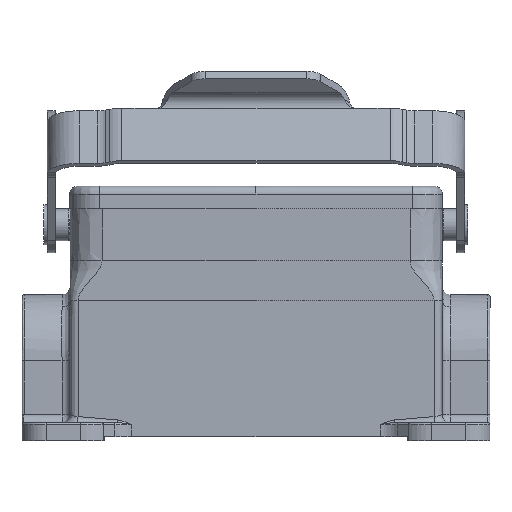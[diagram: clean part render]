
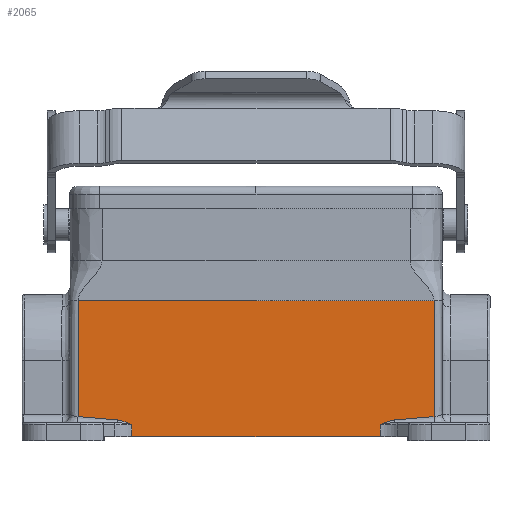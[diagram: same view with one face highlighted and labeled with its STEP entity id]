
A CAD part, front view. The second image highlights one B-rep face of the part: STEP entity #2065.
In plain terms, the highlighted planar face has unit normal (0, -1, 0).
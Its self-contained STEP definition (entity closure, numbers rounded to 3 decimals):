
#1053=B_SPLINE_CURVE_WITH_KNOTS('',3,(#13166,#13167,#13168,#13169,#13170,
#13171,#13172),.UNSPECIFIED.,.F.,.F.,(4,1,1,1,4),(0.,0.24,
0.484,0.74,1.),.UNSPECIFIED.);
#1054=B_SPLINE_CURVE_WITH_KNOTS('',3,(#13196,#13197,#13198,#13199),
 .UNSPECIFIED.,.F.,.F.,(4,4),(0.,1.),.UNSPECIFIED.);
#1056=B_SPLINE_CURVE_WITH_KNOTS('',3,(#13272,#13273,#13274,#13275),
 .UNSPECIFIED.,.F.,.F.,(4,4),(0.,1.),.UNSPECIFIED.);
#1059=B_SPLINE_CURVE_WITH_KNOTS('',3,(#13436,#13437,#13438,#13439),
 .UNSPECIFIED.,.F.,.F.,(4,4),(0.,1.),.UNSPECIFIED.);
#1061=B_SPLINE_CURVE_WITH_KNOTS('',3,(#13525,#13526,#13527,#13528),
 .UNSPECIFIED.,.F.,.F.,(4,4),(0.,1.),.UNSPECIFIED.);
#1072=B_SPLINE_CURVE_WITH_KNOTS('',3,(#13918,#13919,#13920,#13921,#13922,
#13923,#13924),.UNSPECIFIED.,.F.,.F.,(4,1,1,1,4),(0.,0.26,
0.516,0.76,1.),.UNSPECIFIED.);
#2065=ADVANCED_FACE('',(#2561),#2293,.T.);
#2293=PLANE('',#7706);
#2561=FACE_OUTER_BOUND('',#2953,.T.);
#2953=EDGE_LOOP('',(#4281,#4282,#4283,#4284,#4285,#4286,#4287,#4288,#4289,
#4290));
#4281=ORIENTED_EDGE('',*,*,#6171,.T.);
#4282=ORIENTED_EDGE('',*,*,#6065,.T.);
#4283=ORIENTED_EDGE('',*,*,#6068,.T.);
#4284=ORIENTED_EDGE('',*,*,#6070,.T.);
#4285=ORIENTED_EDGE('',*,*,#6073,.T.);
#4286=ORIENTED_EDGE('',*,*,#6076,.F.);
#4287=ORIENTED_EDGE('',*,*,#6078,.T.);
#4288=ORIENTED_EDGE('',*,*,#6082,.T.);
#4289=ORIENTED_EDGE('',*,*,#6172,.T.);
#4290=ORIENTED_EDGE('',*,*,#6160,.T.);
#5299=VERTEX_POINT('',#13122);
#5300=VERTEX_POINT('',#13124);
#5301=VERTEX_POINT('',#13165);
#5302=VERTEX_POINT('',#13195);
#5303=VERTEX_POINT('',#13271);
#5304=VERTEX_POINT('',#13378);
#5305=VERTEX_POINT('',#13440);
#5307=VERTEX_POINT('',#13529);
#5356=VERTEX_POINT('',#13896);
#5357=VERTEX_POINT('',#13897);
#6065=EDGE_CURVE('',#5299,#5300,#6691,.T.);
#6068=EDGE_CURVE('',#5300,#5301,#1053,.T.);
#6070=EDGE_CURVE('',#5301,#5302,#1054,.T.);
#6073=EDGE_CURVE('',#5302,#5303,#1056,.T.);
#6076=EDGE_CURVE('',#5304,#5303,#6692,.T.);
#6078=EDGE_CURVE('',#5304,#5305,#1059,.T.);
#6082=EDGE_CURVE('',#5305,#5307,#1061,.T.);
#6160=EDGE_CURVE('',#5356,#5357,#6728,.T.);
#6171=EDGE_CURVE('',#5357,#5299,#6737,.T.);
#6172=EDGE_CURVE('',#5307,#5356,#1072,.T.);
#6691=LINE('',#13125,#7100);
#6692=LINE('',#13379,#7101);
#6728=LINE('',#13895,#7137);
#6737=LINE('',#13916,#7146);
#7100=VECTOR('',#8854,1.);
#7101=VECTOR('',#8863,1.);
#7137=VECTOR('',#9009,1.);
#7146=VECTOR('',#9030,1.);
#7706=AXIS2_PLACEMENT_3D('',#13925,#9033,#9034);
#8854=DIRECTION('',(0.,0.,1.));
#8863=DIRECTION('',(1.,0.,0.));
#9009=DIRECTION('',(0.,0.,-1.));
#9030=DIRECTION('',(1.,0.,0.));
#9033=DIRECTION('',(0.,-1.,0.));
#9034=DIRECTION('',(0.,0.,1.));
#13122=CARTESIAN_POINT('',(31.015,-21.5,-51.));
#13124=CARTESIAN_POINT('',(31.015,-21.5,-48.));
#13125=CARTESIAN_POINT('',(31.015,-21.5,-51.));
#13165=CARTESIAN_POINT('',(34.722,-21.5,-46.839));
#13166=CARTESIAN_POINT('',(31.015,-21.5,-48.));
#13167=CARTESIAN_POINT('',(31.302,-21.5,-47.878));
#13168=CARTESIAN_POINT('',(31.88,-21.5,-47.627));
#13169=CARTESIAN_POINT('',(32.775,-21.5,-47.268));
#13170=CARTESIAN_POINT('',(33.72,-21.5,-46.969));
#13171=CARTESIAN_POINT('',(34.384,-21.5,-46.856));
#13172=CARTESIAN_POINT('',(34.722,-21.5,-46.839));
#13195=CARTESIAN_POINT('',(44.5,-21.5,-46.));
#13196=CARTESIAN_POINT('',(34.722,-21.5,-46.839));
#13197=CARTESIAN_POINT('',(37.996,-21.5,-46.659));
#13198=CARTESIAN_POINT('',(41.259,-21.5,-46.378));
#13199=CARTESIAN_POINT('',(44.5,-21.5,-46.));
#13271=CARTESIAN_POINT('',(44.5,-21.5,-17.));
#13272=CARTESIAN_POINT('',(44.5,-21.5,-46.));
#13273=CARTESIAN_POINT('',(44.5,-21.5,-36.333));
#13274=CARTESIAN_POINT('',(44.5,-21.5,-26.667));
#13275=CARTESIAN_POINT('',(44.5,-21.5,-17.));
#13378=CARTESIAN_POINT('',(-44.5,-21.5,-17.));
#13379=CARTESIAN_POINT('',(-44.5,-21.5,-17.));
#13436=CARTESIAN_POINT('',(-44.5,-21.5,-17.));
#13437=CARTESIAN_POINT('',(-44.5,-21.5,-26.667));
#13438=CARTESIAN_POINT('',(-44.5,-21.5,-36.333));
#13439=CARTESIAN_POINT('',(-44.5,-21.5,-46.));
#13440=CARTESIAN_POINT('',(-44.5,-21.5,-46.));
#13525=CARTESIAN_POINT('',(-44.5,-21.5,-46.));
#13526=CARTESIAN_POINT('',(-41.259,-21.5,-46.378));
#13527=CARTESIAN_POINT('',(-37.996,-21.5,-46.659));
#13528=CARTESIAN_POINT('',(-34.722,-21.5,-46.839));
#13529=CARTESIAN_POINT('',(-34.722,-21.5,-46.839));
#13895=CARTESIAN_POINT('',(-31.015,-21.5,-48.));
#13896=CARTESIAN_POINT('',(-31.015,-21.5,-48.));
#13897=CARTESIAN_POINT('',(-31.015,-21.5,-51.));
#13916=CARTESIAN_POINT('',(-31.015,-21.5,-51.));
#13918=CARTESIAN_POINT('',(-34.722,-21.5,-46.839));
#13919=CARTESIAN_POINT('',(-34.384,-21.5,-46.856));
#13920=CARTESIAN_POINT('',(-33.72,-21.5,-46.969));
#13921=CARTESIAN_POINT('',(-32.775,-21.5,-47.268));
#13922=CARTESIAN_POINT('',(-31.88,-21.5,-47.627));
#13923=CARTESIAN_POINT('',(-31.302,-21.5,-47.878));
#13924=CARTESIAN_POINT('',(-31.015,-21.5,-48.));
#13925=CARTESIAN_POINT('',(46.7,-21.5,-52.2));
